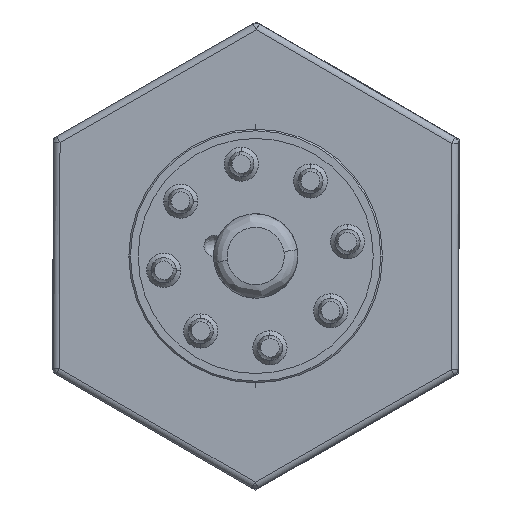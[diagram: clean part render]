
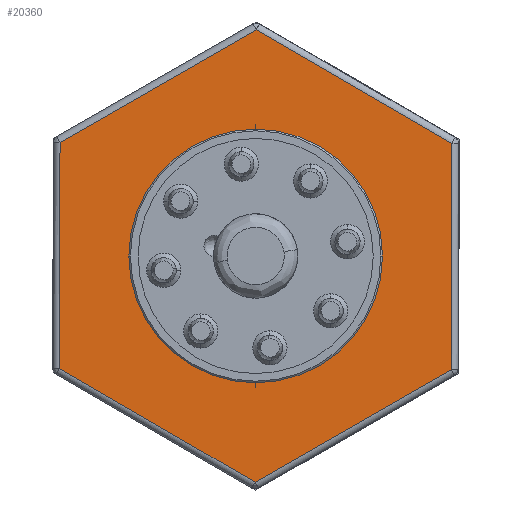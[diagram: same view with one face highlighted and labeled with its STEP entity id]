
A CAD part, front view. The second image highlights one B-rep face of the part: STEP entity #20360.
In plain terms, the highlighted planar face has unit normal (0, -1, 0).
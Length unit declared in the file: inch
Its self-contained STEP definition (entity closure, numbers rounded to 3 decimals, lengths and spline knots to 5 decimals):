
#208 = AXIS2_PLACEMENT_3D ( 'NONE', #7672, #7673, #7674 ) ;
#446 = AXIS2_PLACEMENT_3D ( 'NONE', #17355, #17356, #17357 ) ;
#3523 = EDGE_LOOP ( 'NONE', ( #14002, #14003 ) ) ;
#3571 = EDGE_LOOP ( 'NONE', ( #14004, #14005, #6645, #6646, #6647, #6648 ) ) ;
#3833 = CARTESIAN_POINT ( 'NONE',  ( -0.98912, -0.58105, -1.19282 ) ) ;
#3836 = PLANE ( 'NONE',  #6476 ) ;
#3838 = DIRECTION ( 'NONE',  ( 0., 1., 0. ) ) ;
#3839 = DIRECTION ( 'NONE',  ( 0., 0., 1. ) ) ;
#4938 = CARTESIAN_POINT ( 'NONE',  ( -0.23611, -0.58105, -0.36487 ) ) ;
#5015 = CARTESIAN_POINT ( 'NONE',  ( -0.23611, -0.58105, 0.57383 ) ) ;
#5605 = FACE_BOUND ( 'NONE', #3523, .T. ) ;
#5608 = FACE_OUTER_BOUND ( 'NONE', #3571, .T. ) ;
#6476 = AXIS2_PLACEMENT_3D ( 'NONE', #3833, #3838, #3839 ) ;
#6645 = ORIENTED_EDGE ( 'NONE', *, *, #18006, .F. ) ;
#6646 = ORIENTED_EDGE ( 'NONE', *, *, #18005, .F. ) ;
#6647 = ORIENTED_EDGE ( 'NONE', *, *, #18004, .F. ) ;
#6648 = ORIENTED_EDGE ( 'NONE', *, *, #18009, .F. ) ;
#7672 = CARTESIAN_POINT ( 'NONE',  ( -0.23611, -0.58105, 0.10448 ) ) ;
#7673 = DIRECTION ( 'NONE',  ( 0., -1., 0. ) ) ;
#7674 = DIRECTION ( 'NONE',  ( 0., 0., 1. ) ) ;
#9359 = VERTEX_POINT ( 'NONE', #12170 ) ;
#9564 = VERTEX_POINT ( 'NONE', #12250 ) ;
#9659 = VERTEX_POINT ( 'NONE', #12326 ) ;
#9734 = VERTEX_POINT ( 'NONE', #12381 ) ;
#9755 = VERTEX_POINT ( 'NONE', #12401 ) ;
#9784 = VERTEX_POINT ( 'NONE', #12426 ) ;
#12170 = CARTESIAN_POINT ( 'NONE',  ( -0.23805, -0.58105, -0.73268 ) ) ;
#12250 = CARTESIAN_POINT ( 'NONE',  ( 0.48986, -0.58105, 0.52138 ) ) ;
#12326 = CARTESIAN_POINT ( 'NONE',  ( -0.23417, -0.58105, 0.94164 ) ) ;
#12381 = CARTESIAN_POINT ( 'NONE',  ( 0.48792, -0.58105, -0.31578 ) ) ;
#12401 = CARTESIAN_POINT ( 'NONE',  ( -0.96208, -0.58105, -0.31242 ) ) ;
#12426 = CARTESIAN_POINT ( 'NONE',  ( -0.96013, -0.58105, 0.52474 ) ) ;
#14002 = ORIENTED_EDGE ( 'NONE', *, *, #17813, .F. ) ;
#14003 = ORIENTED_EDGE ( 'NONE', *, *, #18010, .F. ) ;
#14004 = ORIENTED_EDGE ( 'NONE', *, *, #18008, .F. ) ;
#14005 = ORIENTED_EDGE ( 'NONE', *, *, #18007, .F. ) ;
#14781 = VERTEX_POINT ( 'NONE', #4938 ) ;
#14858 = VERTEX_POINT ( 'NONE', #5015 ) ;
#17336 = CARTESIAN_POINT ( 'NONE',  ( -0.23417, -0.58105, 0.94164 ) ) ;
#17337 = DIRECTION ( 'NONE',  ( 0.865, 0., -0.502 ) ) ;
#17344 = CARTESIAN_POINT ( 'NONE',  ( 0.48986, -0.58105, 0.52138 ) ) ;
#17345 = DIRECTION ( 'NONE',  ( -0.002, 0., -1. ) ) ;
#17346 = CARTESIAN_POINT ( 'NONE',  ( 0.48792, -0.58105, -0.31578 ) ) ;
#17347 = DIRECTION ( 'NONE',  ( -0.867, 0., -0.498 ) ) ;
#17348 = CARTESIAN_POINT ( 'NONE',  ( -0.23805, -0.58105, -0.73268 ) ) ;
#17349 = DIRECTION ( 'NONE',  ( -0.865, 0., 0.502 ) ) ;
#17350 = CARTESIAN_POINT ( 'NONE',  ( -0.96208, -0.58105, -0.31242 ) ) ;
#17351 = DIRECTION ( 'NONE',  ( 0.002, 0., 1. ) ) ;
#17352 = CARTESIAN_POINT ( 'NONE',  ( -0.96013, -0.58105, 0.52474 ) ) ;
#17353 = DIRECTION ( 'NONE',  ( 0.867, 0., 0.498 ) ) ;
#17355 = CARTESIAN_POINT ( 'NONE',  ( -0.23611, -0.58105, 0.10448 ) ) ;
#17356 = DIRECTION ( 'NONE',  ( 0., -1., 0. ) ) ;
#17357 = DIRECTION ( 'NONE',  ( 0., 0., 1. ) ) ;
#17813 = EDGE_CURVE ( 'NONE', #14858, #14781, #19685, .T. ) ;
#18004 = EDGE_CURVE ( 'NONE', #9659, #9564, #19884, .T. ) ;
#18005 = EDGE_CURVE ( 'NONE', #9564, #9734, #19885, .T. ) ;
#18006 = EDGE_CURVE ( 'NONE', #9734, #9359, #19887, .T. ) ;
#18007 = EDGE_CURVE ( 'NONE', #9359, #9755, #19889, .T. ) ;
#18008 = EDGE_CURVE ( 'NONE', #9755, #9784, #19891, .T. ) ;
#18009 = EDGE_CURVE ( 'NONE', #9784, #9659, #19893, .T. ) ;
#18010 = EDGE_CURVE ( 'NONE', #14781, #14858, #19895, .T. ) ;
#19685 = CIRCLE ( 'NONE', #208, 0.46935 ) ;
#19884 = LINE ( 'NONE', #17336, #19886 ) ;
#19885 = LINE ( 'NONE', #17344, #19888 ) ;
#19886 = VECTOR ( 'NONE', #17337, 39.37008 ) ;
#19887 = LINE ( 'NONE', #17346, #19890 ) ;
#19888 = VECTOR ( 'NONE', #17345, 39.37008 ) ;
#19889 = LINE ( 'NONE', #17348, #19892 ) ;
#19890 = VECTOR ( 'NONE', #17347, 39.37008 ) ;
#19891 = LINE ( 'NONE', #17350, #19894 ) ;
#19892 = VECTOR ( 'NONE', #17349, 39.37008 ) ;
#19893 = LINE ( 'NONE', #17352, #19896 ) ;
#19894 = VECTOR ( 'NONE', #17351, 39.37008 ) ;
#19895 = CIRCLE ( 'NONE', #446, 0.46935 ) ;
#19896 = VECTOR ( 'NONE', #17353, 39.37008 ) ;
#20360 = ADVANCED_FACE ( 'NONE', ( #5605, #5608 ), #3836, .F. ) ;
